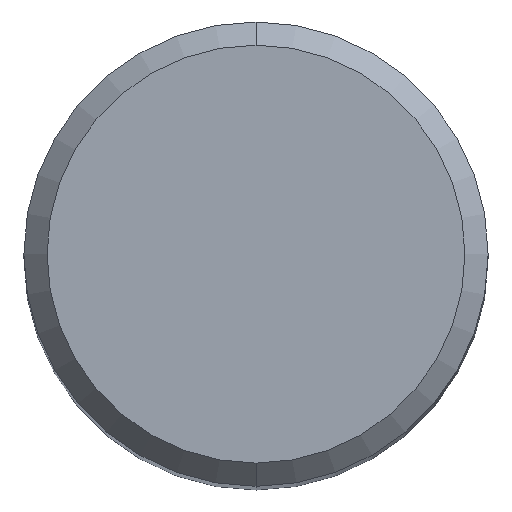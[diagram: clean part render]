
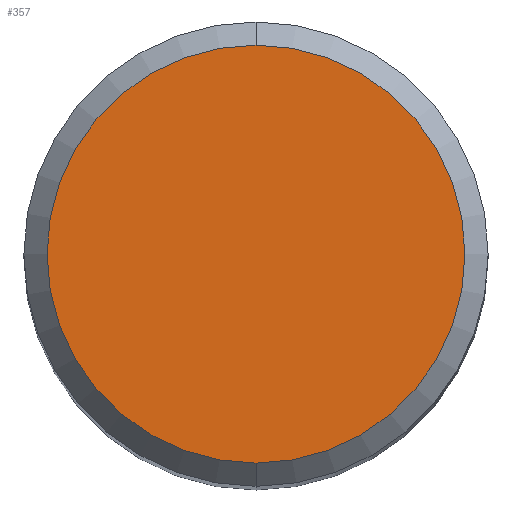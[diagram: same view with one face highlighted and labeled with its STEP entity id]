
A CAD part, top view. The second image highlights one B-rep face of the part: STEP entity #357.
In plain terms, the highlighted planar face has unit normal (0, 0, 1).
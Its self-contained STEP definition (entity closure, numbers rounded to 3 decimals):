
#213=VERTEX_POINT('',#510);
#247=EDGE_CURVE('',#213,#397,#549,.T.);
#257=EDGE_CURVE('',#397,#213,#559,.T.);
#357=ADVANCED_FACE('',(#668),#669,.T.);
#397=VERTEX_POINT('',#711);
#510=CARTESIAN_POINT('',(0.0,5.4,53.701));
#549=CIRCLE('',#909,5.4);
#559=CIRCLE('',#922,5.4);
#668=FACE_OUTER_BOUND('',#1238,.T.);
#669=PLANE('',#1239);
#711=CARTESIAN_POINT('',(0.,-5.4,53.701));
#909=AXIS2_PLACEMENT_3D('',#1528,#1529,#1530);
#922=AXIS2_PLACEMENT_3D('',#1532,#1533,#1534);
#1238=EDGE_LOOP('',(#1654,#1655));
#1239=AXIS2_PLACEMENT_3D('',#1656,#1657,#1658);
#1528=CARTESIAN_POINT('',(0.0,0.0,53.701));
#1529=DIRECTION('',(0.0,0.0,-1.0));
#1530=DIRECTION('',(0.0,1.0,0.0));
#1532=CARTESIAN_POINT('',(0.0,0.0,53.701));
#1533=DIRECTION('',(0.0,0.0,-1.0));
#1534=DIRECTION('',(0.0,1.0,0.0));
#1654=ORIENTED_EDGE('',*,*,#247,.F.);
#1655=ORIENTED_EDGE('',*,*,#257,.F.);
#1656=CARTESIAN_POINT('',(0.0,2.7,53.701));
#1657=DIRECTION('',(0.0,0.0,1.0));
#1658=DIRECTION('',(0.0,-1.0,0.0));
